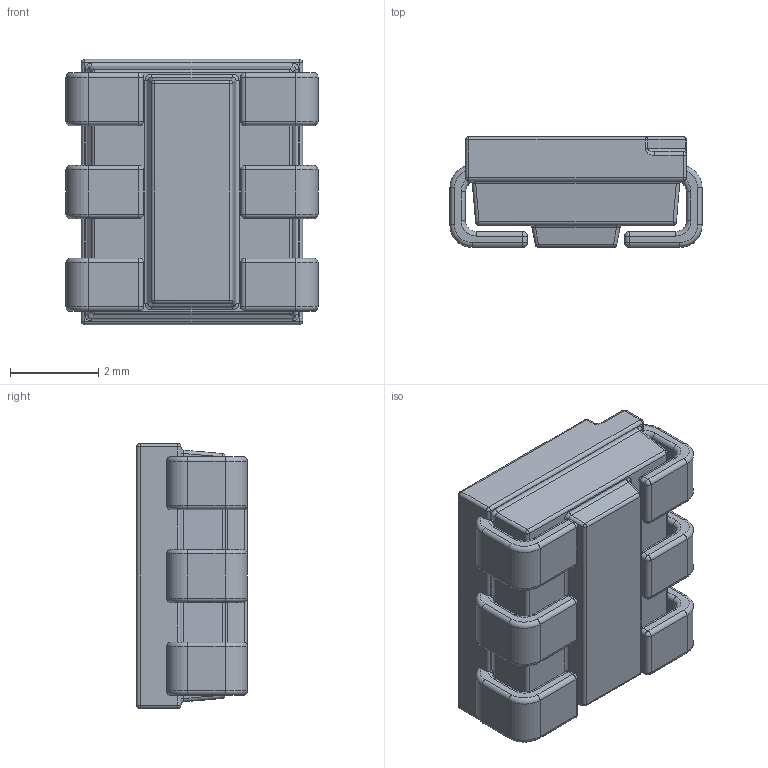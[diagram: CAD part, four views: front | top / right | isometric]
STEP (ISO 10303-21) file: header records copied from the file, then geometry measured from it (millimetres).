
FILE_DESCRIPTION(('STEP AP203'), '1');
FILE_NAME('Cree_CLP6B-MKW.stp', '2013-01-15T14:25:17', ('UNSPECIFIED'), ('UNSPECIFIED'), 'ASCON STEP Converter 1.0', 'Kompas 3D', '');
FILE_SCHEMA(('CONFIG_CONTROL_DESIGN'));
Length unit declared in the file: millimetre
Products named in the file (1): 1
Bounding box: 5.7 x 2.5 x 6 mm (x, y, z)
Volume: 66.8 mm3; surface area: 154.8 mm2
Topology: 1 solids, 1 shells, 325 faces, 779 edges, 413 vertices
Faces by surface type: cylinder 144, plane 66, torus 50, sphere 32, bspline 32, cone 1
Entity records: 12259 total; most frequent: CARTESIAN_POINT 3372, DIRECTION 1503, ORIENTED_EDGE 1468, EDGE_CURVE 734, AXIS2_PLACEMENT_3D 598, VERTEX_POINT 413, EDGE_LOOP 327, ADVANCED_FACE 325
